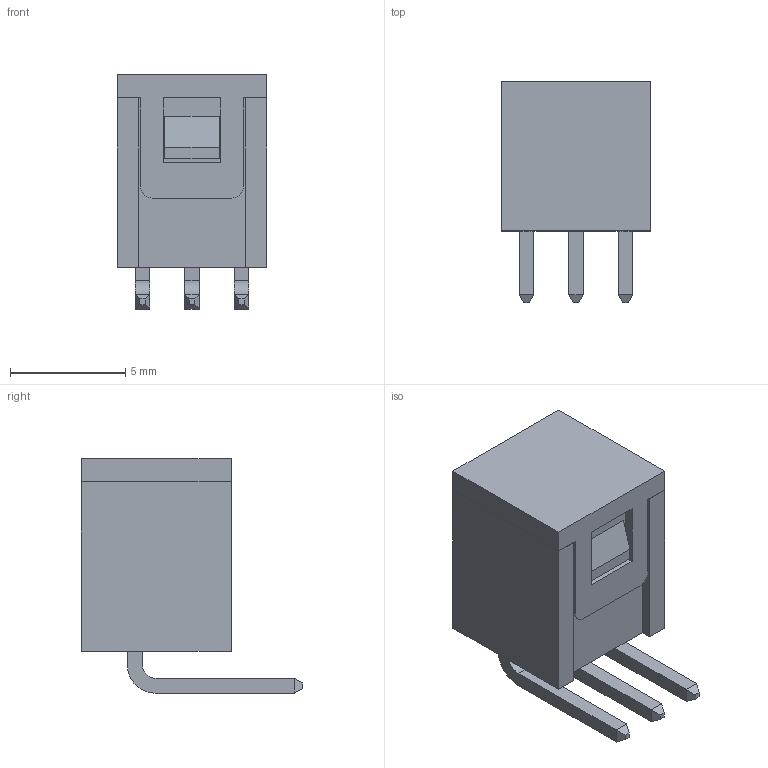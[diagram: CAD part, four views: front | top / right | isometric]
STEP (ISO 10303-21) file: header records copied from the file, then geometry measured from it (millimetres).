
FILE_DESCRIPTION (( 'STEP AP214' ), '1' );
FILE_NAME ('TM1000Q.STEP', '2023-03-06T21:47:58', ( '' ), ( '' ), 'SwSTEP 2.0', 'SolidWorks 2021', '' );
FILE_SCHEMA (( 'AUTOMOTIVE_DESIGN' ));
Length unit declared in the file: inch
Products named in the file (1): TM1000Q
Bounding box: 6.5 x 9.6 x 10.17 mm (x, y, z)
Volume: 160.4 mm3; surface area: 713.8 mm2
Topology: 5 solids, 5 shells, 122 faces, 306 edges, 198 vertices
Faces by surface type: plane 112, cylinder 10
Entity records: 3658 total; most frequent: CARTESIAN_POINT 627, ORIENTED_EDGE 612, DIRECTION 572, EDGE_CURVE 306, VECTOR 286, LINE 286, VERTEX_POINT 198, AXIS2_PLACEMENT_3D 143
